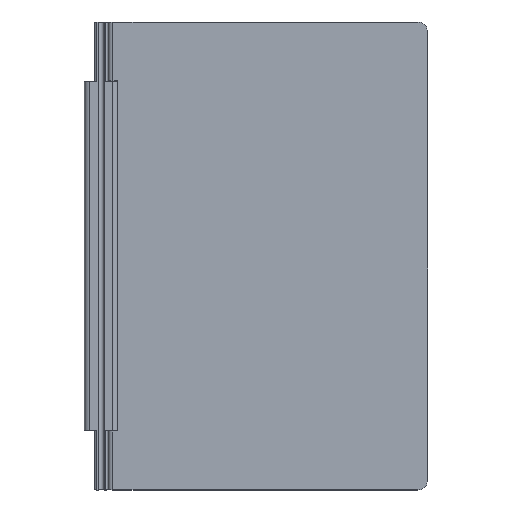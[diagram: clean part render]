
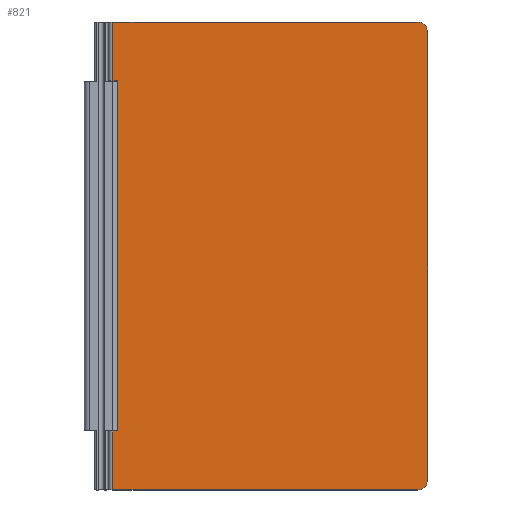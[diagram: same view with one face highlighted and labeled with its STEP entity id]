
A CAD part, top view. The second image highlights one B-rep face of the part: STEP entity #821.
In plain terms, the highlighted planar face has unit normal (0, 0, 1).
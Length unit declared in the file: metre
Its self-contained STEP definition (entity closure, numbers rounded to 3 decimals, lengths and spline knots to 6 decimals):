
#39=LINE('',#1260,#111);
#41=LINE('',#1269,#113);
#42=LINE('',#1274,#114);
#43=LINE('',#1276,#115);
#44=LINE('',#1278,#116);
#45=LINE('',#1280,#117);
#46=LINE('',#1281,#118);
#47=LINE('',#1283,#119);
#111=VECTOR('',#994,1.);
#113=VECTOR('',#1002,1.);
#114=VECTOR('',#1005,1.);
#115=VECTOR('',#1006,1.);
#116=VECTOR('',#1007,1.);
#117=VECTOR('',#1008,1.);
#118=VECTOR('',#1009,1.);
#119=VECTOR('',#1010,1.);
#188=ORIENTED_EDGE('',*,*,#432,.T.);
#189=ORIENTED_EDGE('',*,*,#433,.T.);
#190=ORIENTED_EDGE('',*,*,#434,.F.);
#191=ORIENTED_EDGE('',*,*,#435,.T.);
#192=ORIENTED_EDGE('',*,*,#436,.T.);
#193=ORIENTED_EDGE('',*,*,#437,.T.);
#194=ORIENTED_EDGE('',*,*,#428,.F.);
#195=ORIENTED_EDGE('',*,*,#438,.F.);
#196=ORIENTED_EDGE('',*,*,#439,.T.);
#197=ORIENTED_EDGE('',*,*,#440,.T.);
#428=EDGE_CURVE('',#550,#551,#39,.T.);
#432=EDGE_CURVE('',#554,#555,#41,.T.);
#433=EDGE_CURVE('',#555,#556,#636,.T.);
#434=EDGE_CURVE('',#557,#556,#42,.T.);
#435=EDGE_CURVE('',#557,#558,#43,.T.);
#436=EDGE_CURVE('',#558,#559,#44,.T.);
#437=EDGE_CURVE('',#559,#551,#45,.T.);
#438=EDGE_CURVE('',#560,#550,#46,.T.);
#439=EDGE_CURVE('',#560,#561,#47,.T.);
#440=EDGE_CURVE('',#561,#554,#637,.T.);
#550=VERTEX_POINT('',#1261);
#551=VERTEX_POINT('',#1262);
#554=VERTEX_POINT('',#1270);
#555=VERTEX_POINT('',#1271);
#556=VERTEX_POINT('',#1273);
#557=VERTEX_POINT('',#1275);
#558=VERTEX_POINT('',#1277);
#559=VERTEX_POINT('',#1279);
#560=VERTEX_POINT('',#1282);
#561=VERTEX_POINT('',#1284);
#636=CIRCLE('',#896,0.005);
#637=CIRCLE('',#897,0.005);
#685=EDGE_LOOP('',(#188,#189,#190,#191,#192,#193,#194,#195,#196,#197));
#743=FACE_BOUND('',#685,.T.);
#800=PLANE('',#895);
#821=ADVANCED_FACE('',(#743),#800,.T.);
#895=AXIS2_PLACEMENT_3D('',#1268,#1000,#1001);
#896=AXIS2_PLACEMENT_3D('',#1272,#1003,#1004);
#897=AXIS2_PLACEMENT_3D('',#1285,#1011,#1012);
#994=DIRECTION('',(1.,0.,0.));
#1000=DIRECTION('',(0.,0.,1.));
#1001=DIRECTION('',(1.,0.,0.));
#1002=DIRECTION('',(0.,1.,0.));
#1003=DIRECTION('',(0.,0.,1.));
#1004=DIRECTION('',(1.,0.,0.));
#1005=DIRECTION('',(1.,0.,0.));
#1006=DIRECTION('',(0.,-1.,0.));
#1007=DIRECTION('',(1.,0.,0.));
#1008=DIRECTION('',(0.,-1.,0.));
#1009=DIRECTION('',(0.,1.,0.));
#1010=DIRECTION('',(1.,0.,0.));
#1011=DIRECTION('',(0.,0.,1.));
#1012=DIRECTION('',(1.,0.,0.));
#1260=CARTESIAN_POINT('',(0.086,-0.089,0.0025));
#1261=CARTESIAN_POINT('',(0.006,-0.089,0.0025));
#1262=CARTESIAN_POINT('',(0.008449,-0.089,0.0025));
#1268=CARTESIAN_POINT('',(0.086,-0.119,0.0025));
#1269=CARTESIAN_POINT('',(0.166,-0.119,0.0025));
#1270=CARTESIAN_POINT('',(0.166,-0.114,0.0025));
#1271=CARTESIAN_POINT('',(0.166,0.114,0.0025));
#1272=CARTESIAN_POINT('',(0.161,0.114,0.0025));
#1273=CARTESIAN_POINT('',(0.161,0.119,0.0025));
#1274=CARTESIAN_POINT('',(0.086,0.119,0.0025));
#1275=CARTESIAN_POINT('',(0.006,0.119,0.0025));
#1276=CARTESIAN_POINT('',(0.006,0.119,0.0025));
#1277=CARTESIAN_POINT('',(0.006,0.089,0.0025));
#1278=CARTESIAN_POINT('',(0.086,0.089,0.0025));
#1279=CARTESIAN_POINT('',(0.008449,0.089,0.0025));
#1280=CARTESIAN_POINT('',(0.008449,0.,0.0025));
#1281=CARTESIAN_POINT('',(0.006,-0.119,0.0025));
#1282=CARTESIAN_POINT('',(0.006,-0.119,0.0025));
#1283=CARTESIAN_POINT('',(0.086,-0.119,0.0025));
#1284=CARTESIAN_POINT('',(0.161,-0.119,0.0025));
#1285=CARTESIAN_POINT('',(0.161,-0.114,0.0025));
